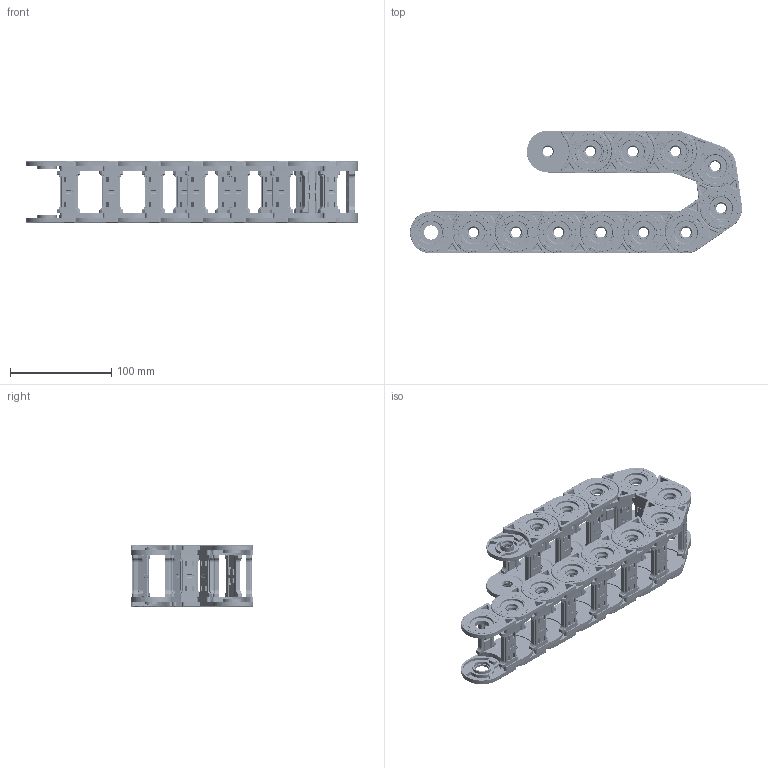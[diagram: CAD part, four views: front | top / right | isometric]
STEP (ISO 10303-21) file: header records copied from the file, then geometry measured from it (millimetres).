
FILE_DESCRIPTION (( 'STEP AP214' ), '1' );
FILE_NAME ('CK25-A040-R040.STEP', '2019-09-09T12:27:54', ( '' ), ( '' ), 'SwSTEP 2.0', 'SolidWorks 2017', '' );
FILE_SCHEMA (( 'AUTOMOTIVE_DESIGN' ));
Length unit declared in the file: millimetre
Products named in the file (2): CK25-A40; CK25-A040-R040
Assembly tree (12 placements, depth 2):
  CK25-A040-R040
    CK25-A40  x12
Bounding box: 327.98 x 121.4 x 60.95 mm (x, y, z)
Volume: 67535.5 mm3; surface area: 327062.9 mm2
Topology: 24 solids, 48 shells, 11016 faces, 27312 edges, 16536 vertices
Faces by surface type: cylinder 4296, plane 3696, torus 1272, bspline 1224, sphere 480, cone 48
Entity records: 35997 total; most frequent: CARTESIAN_POINT 14825, ORIENTED_EDGE 4480, DIRECTION 4328, EDGE_CURVE 2240, AXIS2_PLACEMENT_3D 1619, VERTEX_POINT 1374, LINE 1090, VECTOR 1090
